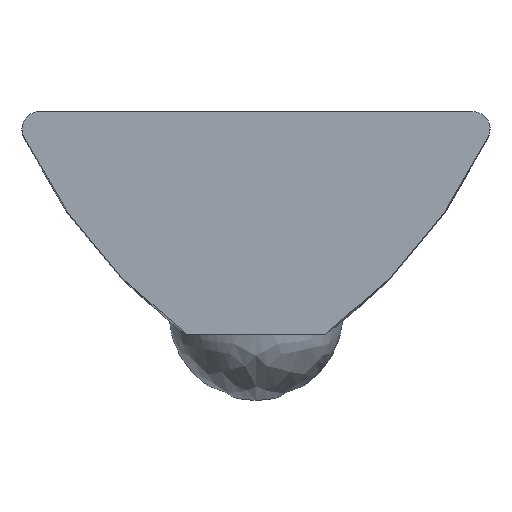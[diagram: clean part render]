
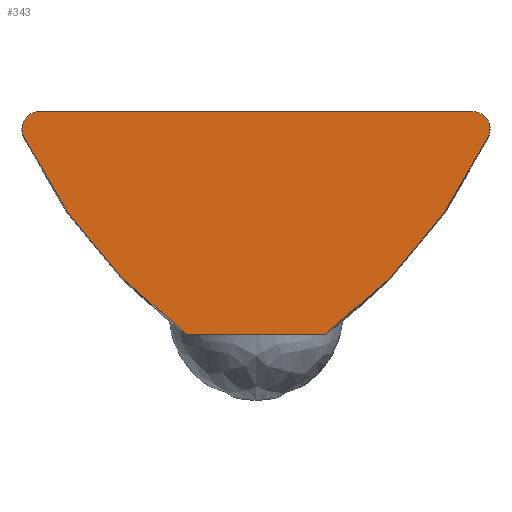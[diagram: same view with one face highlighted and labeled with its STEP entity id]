
A CAD part, top view. The second image highlights one B-rep face of the part: STEP entity #343.
In plain terms, the highlighted planar face has unit normal (0, 0, 1).
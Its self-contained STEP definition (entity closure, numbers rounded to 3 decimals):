
#5 = EDGE_CURVE ( 'NONE', #6, #788, #81, .T. ) ;
#6 = VERTEX_POINT ( 'NONE', #444 ) ;
#34 = DIRECTION ( 'NONE',  ( 0., 0., 1. ) ) ;
#44 = ORIENTED_EDGE ( 'NONE', *, *, #438, .T. ) ;
#60 = DIRECTION ( 'NONE',  ( -1., 0., 0. ) ) ;
#62 = DIRECTION ( 'NONE',  ( 0., 0., 1. ) ) ;
#81 = LINE ( 'NONE', #168, #756 ) ;
#91 = CARTESIAN_POINT ( 'NONE',  ( -6.686, -1.513, 22. ) ) ;
#93 = EDGE_CURVE ( 'NONE', #181, #284, #732, .T. ) ;
#95 = DIRECTION ( 'NONE',  ( 1., 0., 0. ) ) ;
#106 = AXIS2_PLACEMENT_3D ( 'NONE', #272, #790, #461 ) ;
#110 = CIRCLE ( 'NONE', #106, 0.5 ) ;
#138 = DIRECTION ( 'NONE',  ( -1., 0., 0. ) ) ;
#147 = DIRECTION ( 'NONE',  ( 0., 0., 1. ) ) ;
#148 = PLANE ( 'NONE',  #752 ) ;
#149 = AXIS2_PLACEMENT_3D ( 'NONE', #203, #147, #138 ) ;
#150 = VECTOR ( 'NONE', #178, 1000. ) ;
#151 = CARTESIAN_POINT ( 'NONE',  ( -6.733, -1.3, 22. ) ) ;
#167 = DIRECTION ( 'NONE',  ( 0., 0., 1. ) ) ;
#168 = CARTESIAN_POINT ( 'NONE',  ( 0., -7.2, 22. ) ) ;
#178 = DIRECTION ( 'NONE',  ( 1., 0., 0. ) ) ;
#181 = VERTEX_POINT ( 'NONE', #672 ) ;
#190 = CARTESIAN_POINT ( 'NONE',  ( -6.233, -1.3, 22. ) ) ;
#203 = CARTESIAN_POINT ( 'NONE',  ( -6.879, 4.89, 22. ) ) ;
#257 = CIRCLE ( 'NONE', #263, 15. ) ;
#263 = AXIS2_PLACEMENT_3D ( 'NONE', #833, #167, #60 ) ;
#272 = CARTESIAN_POINT ( 'NONE',  ( 6.233, -1.3, 22. ) ) ;
#284 = VERTEX_POINT ( 'NONE', #151 ) ;
#298 = DIRECTION ( 'NONE',  ( 0., 0., 1. ) ) ;
#306 = LINE ( 'NONE', #630, #150 ) ;
#310 = ORIENTED_EDGE ( 'NONE', *, *, #704, .F. ) ;
#312 = ORIENTED_EDGE ( 'NONE', *, *, #93, .T. ) ;
#316 = DIRECTION ( 'NONE',  ( 1., 0., 0. ) ) ;
#321 = ORIENTED_EDGE ( 'NONE', *, *, #386, .T. ) ;
#343 = ADVANCED_FACE ( 'NONE', ( #483 ), #148, .T. ) ;
#372 = VERTEX_POINT ( 'NONE', #91 ) ;
#380 = ORIENTED_EDGE ( 'NONE', *, *, #798, .T. ) ;
#386 = EDGE_CURVE ( 'NONE', #284, #372, #391, .T. ) ;
#391 = CIRCLE ( 'NONE', #538, 0.5 ) ;
#438 = EDGE_CURVE ( 'NONE', #372, #6, #257, .T. ) ;
#444 = CARTESIAN_POINT ( 'NONE',  ( -2., -7.2, 22. ) ) ;
#461 = DIRECTION ( 'NONE',  ( -1., 0., 0. ) ) ;
#483 = FACE_OUTER_BOUND ( 'NONE', #759, .T. ) ;
#529 = CARTESIAN_POINT ( 'NONE',  ( 6.233, -0.8, 22. ) ) ;
#538 = AXIS2_PLACEMENT_3D ( 'NONE', #622, #298, #758 ) ;
#560 = VERTEX_POINT ( 'NONE', #529 ) ;
#575 = VERTEX_POINT ( 'NONE', #584 ) ;
#584 = CARTESIAN_POINT ( 'NONE',  ( 6.686, -1.513, 22. ) ) ;
#596 = CARTESIAN_POINT ( 'NONE',  ( 2., -7.2, 22. ) ) ;
#621 = CIRCLE ( 'NONE', #149, 15. ) ;
#622 = CARTESIAN_POINT ( 'NONE',  ( -6.233, -1.3, 22. ) ) ;
#630 = CARTESIAN_POINT ( 'NONE',  ( 4.3, -0.8, 22. ) ) ;
#648 = DIRECTION ( 'NONE',  ( -1., 0., 0. ) ) ;
#672 = CARTESIAN_POINT ( 'NONE',  ( -6.233, -0.8, 22. ) ) ;
#704 = EDGE_CURVE ( 'NONE', #181, #560, #306, .T. ) ;
#711 = ORIENTED_EDGE ( 'NONE', *, *, #768, .F. ) ;
#732 = CIRCLE ( 'NONE', #825, 0.5 ) ;
#742 = CARTESIAN_POINT ( 'NONE',  ( 0., 0., 22. ) ) ;
#752 = AXIS2_PLACEMENT_3D ( 'NONE', #742, #34, #95 ) ;
#756 = VECTOR ( 'NONE', #316, 1000. ) ;
#758 = DIRECTION ( 'NONE',  ( -1., 0., 0. ) ) ;
#759 = EDGE_LOOP ( 'NONE', ( #380, #711, #310, #312, #321, #44, #809 ) ) ;
#768 = EDGE_CURVE ( 'NONE', #560, #575, #110, .T. ) ;
#788 = VERTEX_POINT ( 'NONE', #596 ) ;
#790 = DIRECTION ( 'NONE',  ( 0., 0., -1. ) ) ;
#798 = EDGE_CURVE ( 'NONE', #788, #575, #621, .T. ) ;
#809 = ORIENTED_EDGE ( 'NONE', *, *, #5, .T. ) ;
#825 = AXIS2_PLACEMENT_3D ( 'NONE', #190, #62, #648 ) ;
#833 = CARTESIAN_POINT ( 'NONE',  ( 6.879, 4.89, 22. ) ) ;
